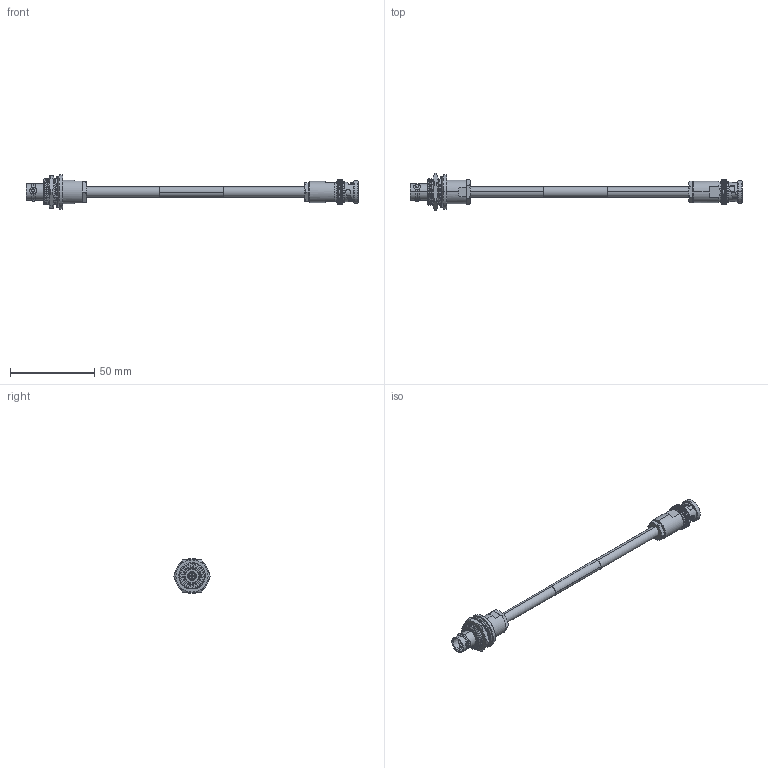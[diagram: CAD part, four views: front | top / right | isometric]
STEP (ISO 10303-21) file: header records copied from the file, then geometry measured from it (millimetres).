
FILE_DESCRIPTION (( 'STEP AP214' ), '1' );
FILE_NAME ('FM3MSA00579_3D.step', '2023-08-28T16:56:00', ( '' ), ( '' ), 'SwSTEP 2.0', 'SolidWorks 2022', '' );
FILE_SCHEMA (( 'AUTOMOTIVE_DESIGN' ));
Length unit declared in the file: inch
Products named in the file (14): Copy of 10-06030-XXX-MA1^FMCN10-06030-210; Copy of 10-06573-MA6^FMCN10-06573-210; TWCH-78-2; Copy of 10-06573-MA1^FMCN10-06573-210; Copy of 10-06573-MA3^FMCN10-06573-210; FM3MSA00579_3D; Copy of 10-06573-MA5^FMCN10-06573-210; FMCN10-06030-210; FMCN10-06573-210; Copy of 10-06030-XXX-MA2^FMCN10-06030-210; Copy of 10-06573-MA4^FMCN10-06573-210; 1AW01-003_.242" ID X 1.50; Copy of 10-06030-XXX-MA3^FMCN10-06030-210; Copy of 10-06573-MA2^FMCN10-06573-210
Assembly tree (13 placements, depth 3):
  FM3MSA00579_3D
    TWCH-78-2
    1AW01-003_.242" ID X 1.50
    FMCN10-06030-210
      Copy of 10-06030-XXX-MA1^FMCN10-06030-210
      Copy of 10-06030-XXX-MA2^FMCN10-06030-210
      Copy of 10-06030-XXX-MA3^FMCN10-06030-210
    FMCN10-06573-210
      Copy of 10-06573-MA1^FMCN10-06573-210
      Copy of 10-06573-MA5^FMCN10-06573-210
      Copy of 10-06573-MA2^FMCN10-06573-210
      Copy of 10-06573-MA3^FMCN10-06573-210
      Copy of 10-06573-MA4^FMCN10-06573-210
      Copy of 10-06573-MA6^FMCN10-06573-210
Bounding box: 196.78 x 22 x 20.52 mm (x, y, z)
Volume: 12152.1 mm3; surface area: 13353.1 mm2
Topology: 11 solids, 11 shells, 1021 faces, 2830 edges, 1851 vertices
Faces by surface type: cylinder 498, torus 208, plane 181, cone 86, bspline 48
Entity records: 48613 total; most frequent: CARTESIAN_POINT 21872, ORIENTED_EDGE 5652, DIRECTION 5213, EDGE_CURVE 2826, AXIS2_PLACEMENT_3D 2187, VERTEX_POINT 1851, CIRCLE 1196, EDGE_LOOP 1069
